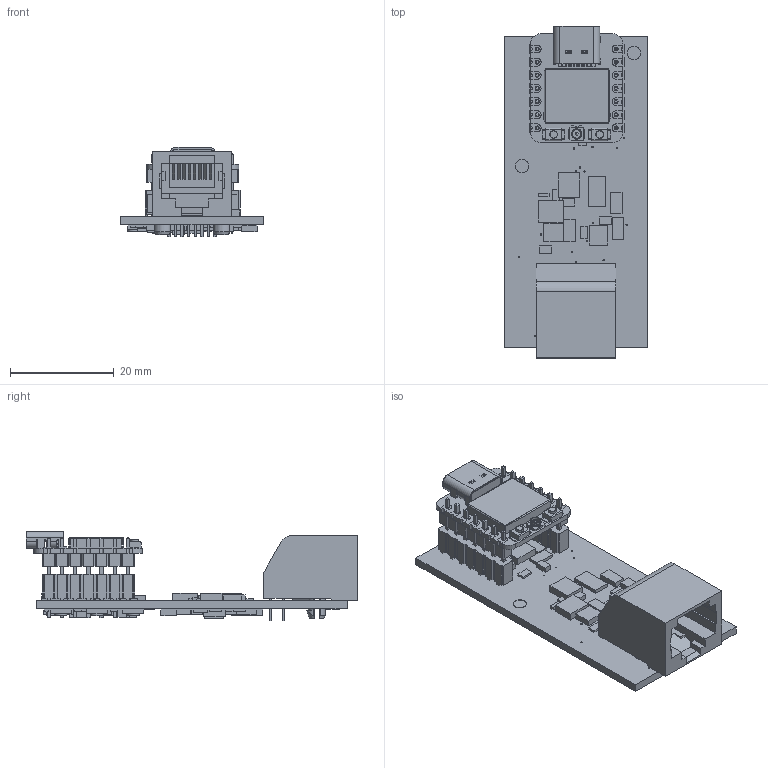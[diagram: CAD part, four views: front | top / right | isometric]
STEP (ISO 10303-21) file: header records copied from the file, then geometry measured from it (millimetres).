
FILE_DESCRIPTION(/* description */ ('STEP AP242','CAx-IF Rec.Pracs.---Representation and Presentation of Product Manufacturing Information (PMI)---4.0---2014-10-13','CAx-IF Rec.Pracs.---3D Tessellated Geometry---0.4---2014-09-14','2;1'),/* implementation_level */ '2;1');
FILE_NAME(/* name */ '67aba2a11d3f3d49395a83b4',/* time_stamp */ '2025-02-11T19:18:59Z',/* author */ (''),/* organization */ (''),/* preprocessor_version */ 'ST-DEVELOPER v20',/* originating_system */ 'ONSHAPE BY PTC INC, 1.193',/* authorisation */ ' ');
FILE_SCHEMA (('AP242_MANAGED_MODEL_BASED_3D_ENGINEERING_MIM_LF { 1 0 10303 442 1 1 4 }'));
Length unit declared in the file: metre
Products named in the file (86): HA Adapter33.brd; RESC-0402_SMD_V1/10024444; CAPC-0402_IPCN/C01X7R0250402104; SOT-23_W/10005590; RESC-0402_IPCN/R01TKF050402512; SOT-23_W/10023447; CAPC-0402_IPCN/C01NP00500402101; CAPC-0603_W/10000935; CAPC-0805_W_PADS/10023313; RESC-0402_IPCN/R01TKF0504020R0; RESC-0402_IPCN/R01TKF050402331; RESC-0402_IPCN/R01TKF0104021822; CAPC-0603_W/10000948; RESC-0402_SMD_V1/10006705; SOT23-6/10024955; RESC-1206_W/10006289; FIDUCIAL-50MIL/10018225; CAPC-0402_IPCN/C01X7R0250402223; LED-0603/10020867; RESC-0402_IPCN/R01TKF0104021002; SOD123F_SMD/10024686; SOD-123_IPCN/10004408; LED-0603/10020797; SOT-23_W/10004294; CAPC-0402_IPCN/C01NP00500402100; RESC-0402_IPCN/R01TKF050402510; 010701TS; CES-107-01-S_socket; 010701TS2; RESC-0402_IPCN/R01TKF050402101; RESC-0402_W/R01TKF050402101; SOT23-5/10022790; SOT23-5/10019593; CAPC-0603_W/10022529; RESC-0603_W/10006662; SOT-23_IPCN/10024956; PinHeader_1x07_P254mm_Vertical; Board [HA Adapter33.brd]; RESC-0402_IPCN/R01TKF050402103; SOT-363_IPCN/10024952 ...
Assembly tree (118 placements, depth 5):
  HA Adapter33.brd
    RESC-0402_SMD_V1/10024444
    CAPC-0402_IPCN/C01X7R0250402104  x4
    SOT-23_W/10005590
    RESC-0402_IPCN/R01TKF050402512  x2
    SOT-23_W/10023447  x2
    CAPC-0402_IPCN/C01NP00500402101  x3
    CAPC-0603_W/10000935
    CAPC-0805_W_PADS/10023313  x2
    RESC-0402_IPCN/R01TKF0504020R0  x4
    RESC-0402_IPCN/R01TKF050402331  x2
    RESC-0402_IPCN/R01TKF0104021822  x2
    CAPC-0603_W/10000948
    RESC-0402_SMD_V1/10006705
    SOT23-6/10024955  x2
    RESC-1206_W/10006289
    FIDUCIAL-50MIL/10018225  x4
    CAPC-0402_IPCN/C01X7R0250402223  x2
    LED-0603/10020867
    RESC-0402_IPCN/R01TKF0104021002
    SOD123F_SMD/10024686
    SOD-123_IPCN/10004408  x5
    LED-0603/10020797
    SOT-23_W/10004294
    CAPC-0402_IPCN/C01NP00500402100
    RESC-0402_IPCN/R01TKF050402510  x3
    010701TS  x2
    CES-107-01-S_socket  x2
    010701TS2  x2
    RESC-0402_IPCN/R01TKF050402101
    RESC-0402_W/R01TKF050402101
    SOT23-5/10022790  x2
    SOT23-5/10019593
    CAPC-0603_W/10022529
    RESC-0603_W/10006662
    SOT-23_IPCN/10024956
    PinHeader_1x07_P254mm_Vertical  x2
    Board [HA Adapter33.brd]
    RESC-0402_IPCN/R01TKF050402103  x2
    SOT-363_IPCN/10024952
    CAPC-0805_IPCN/C01X7R0250805105
    SOT-323_W/10005750
    SOD-523/10022150
    RESC-0603_W/10006646  x2
    RESC-0402_W/10006705
    SOT23-5/10024957
    SOT-23_IPCN/10004294  x2
    LED-0603/10020868
    CAPC-1206_W/10001647
    CAPC-0402_IPCN/C01X7R0250402103
    RESC-0603_W/10006654
    C-5555164-1
    Seeed Studio XIAO-ESP32-C3 v15 <1>
      Shield
      Seeed Studio XIAO-ESP32-C3 v15
      Button (1)  x2
      U.FL Connector v1
      U.FL Connector v1
      U.FL Connector v1
      USB TYPE C PORT <1>
Bounding box: 27.43 x 64.07 x 17.19 mm (x, y, z)
Volume: 6820.3 mm3; surface area: 12335.9 mm2
Topology: 115 solids, 115 shells, 2450 faces, 6107 edges, 3990 vertices
Faces by surface type: plane 2091, cylinder 323, torus 14, cone 13, sphere 7, bspline 2
Full cylindrical faces by diameter (mm): 0.254 x48, 0.5 x3, 0.6 x2, 0.7 x2, 0.75 x14, 0.889 x8, 1.016 x14, 1.5 x2, 1.524 x6, 1.65 x1, 1.9 x1, 2 x2, 2.286 x3, 2.54 x4, 3.251 x2
Entity records: 57051 total; most frequent: CARTESIAN_POINT 9659, DIRECTION 9019, ORIENTED_EDGE 8960, EDGE_CURVE 4480, LINE 3809, VECTOR 3809, VERTEX_POINT 3001, AXIS2_PLACEMENT_3D 2605
